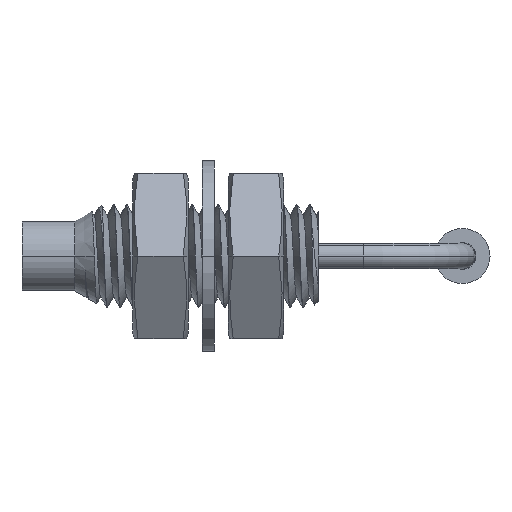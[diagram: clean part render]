
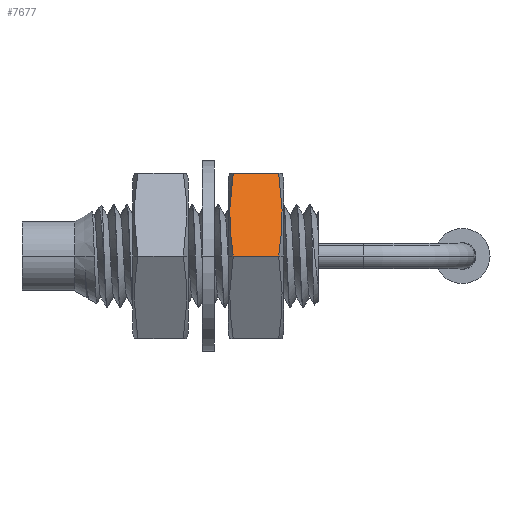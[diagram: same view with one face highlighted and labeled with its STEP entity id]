
A CAD part, left-side view. The second image highlights one B-rep face of the part: STEP entity #7677.
In plain terms, the highlighted face is planar.
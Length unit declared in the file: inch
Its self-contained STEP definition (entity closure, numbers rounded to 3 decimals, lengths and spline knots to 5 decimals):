
#7301=CARTESIAN_POINT('',(0.,-0.21651,-0.05138));
#7318=CARTESIAN_POINT('',(0.,-0.21651,0.05138));
#7339=CARTESIAN_POINT('',(0.1875,-0.10825,-0.05138));
#7340=CARTESIAN_POINT('',(0.18034,-0.11239,
-0.05249));
#7341=CARTESIAN_POINT('',(0.16616,-0.12057,
-0.05449));
#7342=CARTESIAN_POINT('',(0.14551,-0.1325,
-0.05678));
#7343=CARTESIAN_POINT('',(0.12487,-0.14441,
-0.05837));
#7344=CARTESIAN_POINT('',(0.10414,-0.15638,
-0.05918));
#7345=CARTESIAN_POINT('',(0.08334,-0.16839,
-0.05918));
#7346=CARTESIAN_POINT('',(0.06262,-0.18036,
-0.05836));
#7347=CARTESIAN_POINT('',(0.04198,-0.19227,
-0.05678));
#7348=CARTESIAN_POINT('',(0.02134,-0.20419,
-0.05449));
#7349=CARTESIAN_POINT('',(0.00716,-0.21237,
-0.05249));
#7350=CARTESIAN_POINT('',(0.,-0.21651,-0.05138));
#7352=DIRECTION('',(0.,0.,1.));
#7353=VECTOR('',#7352,0.10276);
#7354=CARTESIAN_POINT('',(0.,-0.21651,-0.05138));
#7355=LINE('',#7354,#7353);
#7356=CARTESIAN_POINT('',(0.1875,-0.10825,0.05138));
#7357=CARTESIAN_POINT('',(0.18034,-0.11239,
0.05249));
#7358=CARTESIAN_POINT('',(0.16616,-0.12057,
0.05449));
#7359=CARTESIAN_POINT('',(0.14551,-0.1325,
0.05678));
#7360=CARTESIAN_POINT('',(0.12487,-0.14441,
0.05837));
#7361=CARTESIAN_POINT('',(0.10414,-0.15638,
0.05918));
#7362=CARTESIAN_POINT('',(0.08334,-0.16839,
0.05918));
#7363=CARTESIAN_POINT('',(0.06262,-0.18036,
0.05836));
#7364=CARTESIAN_POINT('',(0.04198,-0.19227,
0.05678));
#7365=CARTESIAN_POINT('',(0.02134,-0.20419,
0.05449));
#7366=CARTESIAN_POINT('',(0.00716,-0.21237,
0.05249));
#7367=CARTESIAN_POINT('',(0.,-0.21651,0.05138));
#7382=DIRECTION('',(0.,0.,1.));
#7383=VECTOR('',#7382,0.10276);
#7384=CARTESIAN_POINT('',(0.1875,-0.10825,-0.05138));
#7385=LINE('',#7384,#7383);
#7511=VERTEX_POINT('',#7301);
#7512=VERTEX_POINT('',#7318);
#7513=VERTEX_POINT('',#7339);
#7514=VERTEX_POINT('',#7356);
#7665=CARTESIAN_POINT('',(0.,-0.21651,-0.0625));
#7666=DIRECTION('',(0.5,-0.866,0.));
#7667=DIRECTION('',(0.866,0.5,0.));
#7668=AXIS2_PLACEMENT_3D('',#7665,#7666,#7667);
#7669=PLANE('',#7668);
#7670=ORIENTED_EDGE('',*,*,#7655,.T.);
#7671=ORIENTED_EDGE('',*,*,#7625,.T.);
#7672=ORIENTED_EDGE('',*,*,#7591,.F.);
#7674=ORIENTED_EDGE('',*,*,#7673,.F.);
#7675=EDGE_LOOP('',(#7670,#7671,#7672,#7674));
#7676=FACE_OUTER_BOUND('',#7675,.F.);
#7677=ADVANCED_FACE('',(#7676),#7669,.T.);
#7351=B_SPLINE_CURVE_WITH_KNOTS('',3,(#7339,#7340,#7341,#7342,#7343,#7344,#7345,
#7346,#7347,#7348,#7349,#7350),.UNSPECIFIED.,.F.,.F.,(4,1,1,1,1,1,1,1,1,4),
(0.,0.11111,0.22222,0.33333,0.44444,
0.55556,0.66667,0.77778,0.88889,1.),
.UNSPECIFIED.);
#7368=B_SPLINE_CURVE_WITH_KNOTS('',3,(#7356,#7357,#7358,#7359,#7360,#7361,#7362,
#7363,#7364,#7365,#7366,#7367),.UNSPECIFIED.,.F.,.F.,(4,1,1,1,1,1,1,1,1,4),
(0.,0.11111,0.22222,0.33333,0.44444,
0.55556,0.66667,0.77778,0.88889,1.),
.UNSPECIFIED.);
#7591=EDGE_CURVE('',#7514,#7512,#7368,.T.);
#7625=EDGE_CURVE('',#7511,#7512,#7355,.T.);
#7655=EDGE_CURVE('',#7513,#7511,#7351,.T.);
#7673=EDGE_CURVE('',#7513,#7514,#7385,.T.);
